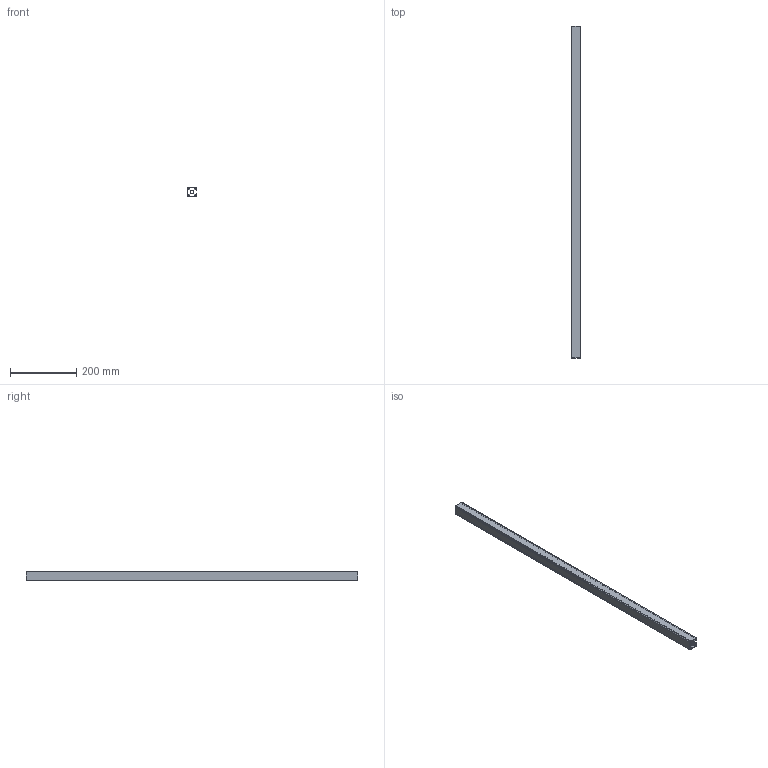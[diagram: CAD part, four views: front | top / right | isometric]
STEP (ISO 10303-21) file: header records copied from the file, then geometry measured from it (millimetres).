
FILE_DESCRIPTION(('STEP AP203'),'1');
FILE_NAME('BASE08B0023.stp','2023-10-13T07:16:43',(' '),(' '),'Spatial InterOp 3D',' ',' ');
FILE_SCHEMA(('CONFIG_CONTROL_DESIGN'));
Length unit declared in the file: millimetre
Products named in the file (1): Profilé 8 30x30 3N
Bounding box: 30 x 1000 x 30 mm (x, y, z)
Volume: 371293.2 mm3; surface area: 369789 mm2
Topology: 1 solids, 1 shells, 118 faces, 348 edges, 232 vertices
Faces by surface type: plane 74, cylinder 44
Entity records: 4094 total; most frequent: CARTESIAN_POINT 699, ORIENTED_EDGE 696, DIRECTION 674, EDGE_CURVE 348, LINE 260, VECTOR 260, VERTEX_POINT 232, AXIS2_PLACEMENT_3D 207
